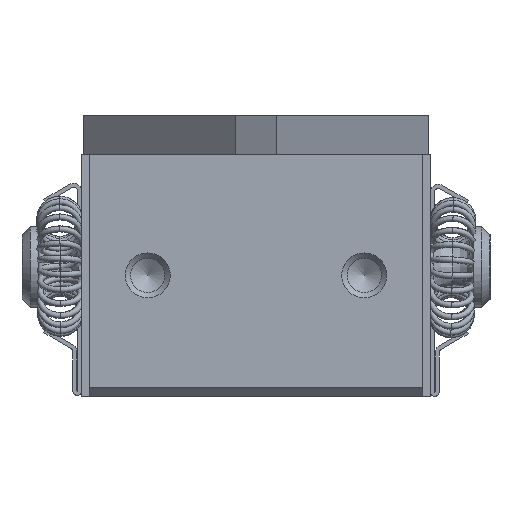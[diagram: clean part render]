
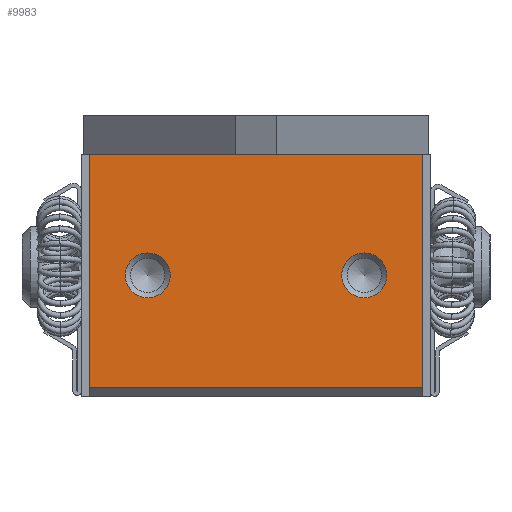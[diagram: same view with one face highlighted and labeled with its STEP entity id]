
A CAD part, left-side view. The second image highlights one B-rep face of the part: STEP entity #9983.
In plain terms, the highlighted face is planar.
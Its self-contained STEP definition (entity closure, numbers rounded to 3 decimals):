
#9896=CARTESIAN_POINT('',(0.9,28.0,-2.0));
#9897=VERTEX_POINT('',#9896);
#9914=CARTESIAN_POINT('',(40.9,28.0,-2.0));
#9915=VERTEX_POINT('',#9914);
#9922=CARTESIAN_POINT('',(40.9,28.0,-2.0));
#9923=DIRECTION('',(-1.0,0.0,0.0));
#9924=VECTOR('',#9923,40.0);
#9925=LINE('',#9922,#9924);
#9926=EDGE_CURVE('',#9915,#9897,#9925,.T.);
#9931=CARTESIAN_POINT('',(20.9,14.5,-2.0));
#9932=DIRECTION('',(0.0,0.0,1.0));
#9933=DIRECTION('',(1.0,0.0,0.0));
#9934=AXIS2_PLACEMENT_3D('',#9931,#9932,#9933);
#9935=PLANE('',#9934);
#9936=ORIENTED_EDGE('',*,*,#9926,.F.);
#9937=CARTESIAN_POINT('',(40.9,0.0,-2.0));
#9938=VERTEX_POINT('',#9937);
#9939=CARTESIAN_POINT('',(40.9,28.,-2.0));
#9940=DIRECTION('',(0.0,-1.0,0.0));
#9941=VECTOR('',#9940,28.);
#9942=LINE('',#9939,#9941);
#9943=EDGE_CURVE('',#9915,#9938,#9942,.T.);
#9944=ORIENTED_EDGE('',*,*,#9943,.T.);
#9945=CARTESIAN_POINT('',(0.9,0.0,-2.0));
#9946=VERTEX_POINT('',#9945);
#9947=CARTESIAN_POINT('',(0.9,0.0,-2.0));
#9948=DIRECTION('',(1.0,0.0,0.0));
#9949=VECTOR('',#9948,40.0);
#9950=LINE('',#9947,#9949);
#9951=EDGE_CURVE('',#9946,#9938,#9950,.T.);
#9952=ORIENTED_EDGE('',*,*,#9951,.F.);
#9953=CARTESIAN_POINT('',(0.9,0.0,-2.0));
#9954=DIRECTION('',(0.0,1.0,0.0));
#9955=VECTOR('',#9954,28.0);
#9956=LINE('',#9953,#9955);
#9957=EDGE_CURVE('',#9946,#9897,#9956,.T.);
#9958=ORIENTED_EDGE('',*,*,#9957,.T.);
#9959=EDGE_LOOP('',(#9936,#9944,#9952,#9958));
#9960=FACE_OUTER_BOUND('',#9959,.T.);
#9961=CARTESIAN_POINT('',(5.2,14.5,-2.0));
#9962=VERTEX_POINT('',#9961);
#9963=CARTESIAN_POINT('',(7.9,14.5,-2.0));
#9964=DIRECTION('',(0.0,0.0,1.0));
#9965=DIRECTION('',(-1.0,0.0,0.0));
#9966=AXIS2_PLACEMENT_3D('',#9963,#9964,#9965);
#9967=CIRCLE('',#9966,2.7);
#9968=EDGE_CURVE('',#9962,#9962,#9967,.T.);
#9969=ORIENTED_EDGE('',*,*,#9968,.T.);
#9970=EDGE_LOOP('',(#9969));
#9971=FACE_BOUND('',#9970,.T.);
#9972=CARTESIAN_POINT('',(31.2,14.5,-2.0));
#9973=VERTEX_POINT('',#9972);
#9974=CARTESIAN_POINT('',(33.9,14.5,-2.0));
#9975=DIRECTION('',(0.0,0.0,1.0));
#9976=DIRECTION('',(-1.0,0.0,0.0));
#9977=AXIS2_PLACEMENT_3D('',#9974,#9975,#9976);
#9978=CIRCLE('',#9977,2.7);
#9979=EDGE_CURVE('',#9973,#9973,#9978,.T.);
#9980=ORIENTED_EDGE('',*,*,#9979,.T.);
#9981=EDGE_LOOP('',(#9980));
#9982=FACE_BOUND('',#9981,.T.);
#9983=ADVANCED_FACE('',(#9960,#9971,#9982),#9935,.F.);
